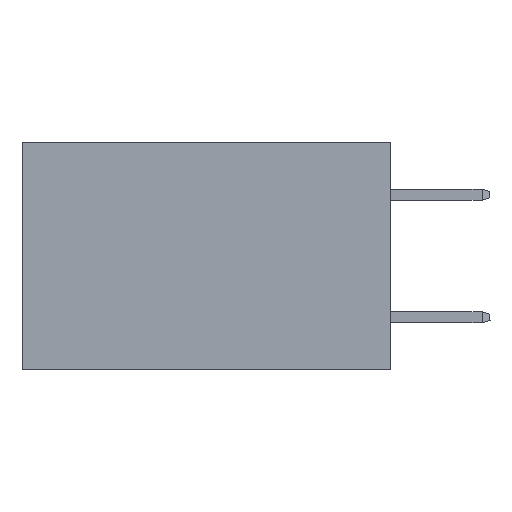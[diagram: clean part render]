
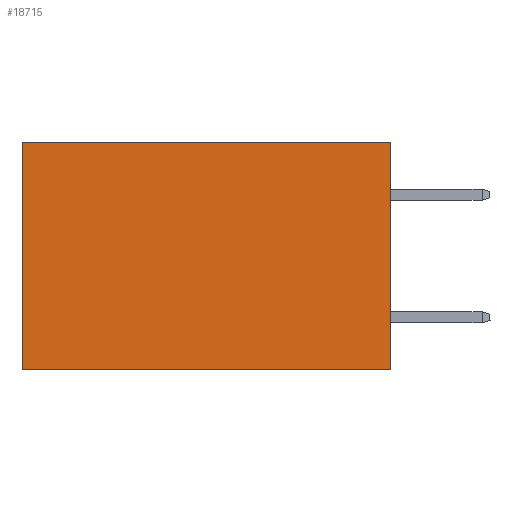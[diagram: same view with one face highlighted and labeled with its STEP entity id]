
A CAD part, left-side view. The second image highlights one B-rep face of the part: STEP entity #18715.
In plain terms, the highlighted planar face has unit normal (-1, 0, 0).
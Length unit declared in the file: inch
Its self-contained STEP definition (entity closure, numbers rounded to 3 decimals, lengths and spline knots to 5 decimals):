
#323 = DIRECTION ( 'NONE',  ( 1., 0., 0. ) ) ;
#647 = VERTEX_POINT ( 'NONE', #10427 ) ;
#3125 = CARTESIAN_POINT ( 'NONE',  ( 0.2875, 0., 0. ) ) ;
#3475 = VECTOR ( 'NONE', #20944, 39.37008 ) ;
#3553 = DIRECTION ( 'NONE',  ( 0., 0., -1. ) ) ;
#3702 = AXIS2_PLACEMENT_3D ( 'NONE', #12361, #323, #14370 ) ;
#5036 = EDGE_CURVE ( 'NONE', #12157, #17483, #8325, .T. ) ;
#6038 = EDGE_CURVE ( 'NONE', #647, #17483, #14581, .T. ) ;
#6419 = PLANE ( 'NONE',  #3702 ) ;
#6817 = CARTESIAN_POINT ( 'NONE',  ( 0.2875, 0., -0.37 ) ) ;
#8050 = LINE ( 'NONE', #15269, #17998 ) ;
#8325 = LINE ( 'NONE', #11416, #13012 ) ;
#8656 = VECTOR ( 'NONE', #12710, 39.37008 ) ;
#8739 = LINE ( 'NONE', #3125, #3475 ) ;
#10112 = EDGE_CURVE ( 'NONE', #17688, #647, #8739, .T. ) ;
#10274 = ORIENTED_EDGE ( 'NONE', *, *, #5036, .T. ) ;
#10427 = CARTESIAN_POINT ( 'NONE',  ( 0.2875, 0., -0.37 ) ) ;
#11416 = CARTESIAN_POINT ( 'NONE',  ( 0.2875, 0.6, 0. ) ) ;
#12136 = CARTESIAN_POINT ( 'NONE',  ( 0.2875, 0.6, 0. ) ) ;
#12157 = VERTEX_POINT ( 'NONE', #12136 ) ;
#12361 = CARTESIAN_POINT ( 'NONE',  ( 0.2875, 0., 0. ) ) ;
#12710 = DIRECTION ( 'NONE',  ( 0., 1., 0. ) ) ;
#13012 = VECTOR ( 'NONE', #3553, 39.37008 ) ;
#13549 = ORIENTED_EDGE ( 'NONE', *, *, #17735, .T. ) ;
#14253 = EDGE_LOOP ( 'NONE', ( #10274, #20020, #15602, #13549 ) ) ;
#14370 = DIRECTION ( 'NONE',  ( 0., 0., -1. ) ) ;
#14581 = LINE ( 'NONE', #6817, #8656 ) ;
#14760 = CARTESIAN_POINT ( 'NONE',  ( 0.2875, 0.6, -0.37 ) ) ;
#15269 = CARTESIAN_POINT ( 'NONE',  ( 0.2875, 0., 0. ) ) ;
#15602 = ORIENTED_EDGE ( 'NONE', *, *, #10112, .F. ) ;
#17483 = VERTEX_POINT ( 'NONE', #14760 ) ;
#17688 = VERTEX_POINT ( 'NONE', #21177 ) ;
#17735 = EDGE_CURVE ( 'NONE', #17688, #12157, #8050, .T. ) ;
#17998 = VECTOR ( 'NONE', #21259, 39.37008 ) ;
#18480 = FACE_OUTER_BOUND ( 'NONE', #14253, .T. ) ;
#18715 = ADVANCED_FACE ( 'NONE', ( #18480 ), #6419, .F. ) ;
#20020 = ORIENTED_EDGE ( 'NONE', *, *, #6038, .F. ) ;
#20944 = DIRECTION ( 'NONE',  ( 0., 0., -1. ) ) ;
#21177 = CARTESIAN_POINT ( 'NONE',  ( 0.2875, 0., 0. ) ) ;
#21259 = DIRECTION ( 'NONE',  ( 0., 1., 0. ) ) ;
